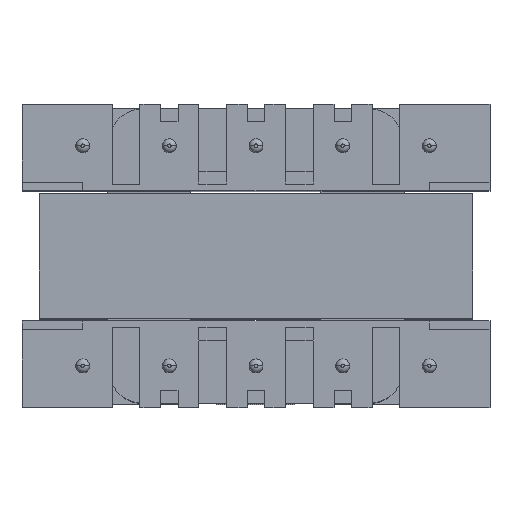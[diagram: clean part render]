
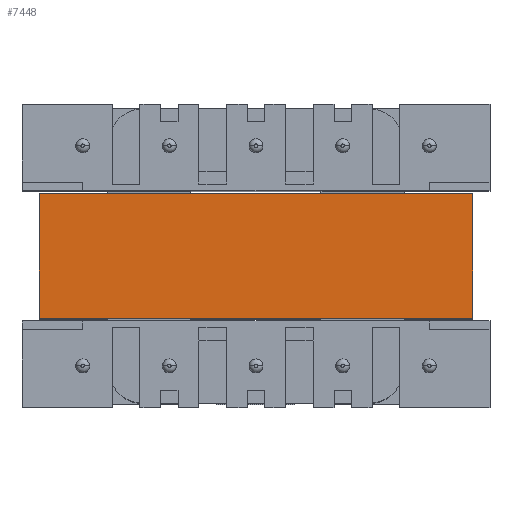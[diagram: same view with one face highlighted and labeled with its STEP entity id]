
A CAD part, top view. The second image highlights one B-rep face of the part: STEP entity #7448.
In plain terms, the highlighted planar face has unit normal (0, 0, 1).
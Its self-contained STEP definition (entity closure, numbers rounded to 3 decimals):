
#41 = DIRECTION ( 'NONE',  ( 0., 0., 1. ) ) ;
#50 = ORIENTED_EDGE ( 'NONE', *, *, #460, .T. ) ;
#326 = LINE ( 'NONE', #2268, #4144 ) ;
#345 = VERTEX_POINT ( 'NONE', #11995 ) ;
#460 = EDGE_CURVE ( 'NONE', #5341, #7000, #5051, .T. ) ;
#643 = FACE_OUTER_BOUND ( 'NONE', #7614, .T. ) ;
#875 = VECTOR ( 'NONE', #9762, 1000. ) ;
#956 = EDGE_CURVE ( 'NONE', #345, #5341, #2079, .T. ) ;
#1346 = DIRECTION ( 'NONE',  ( 0., -1., 0. ) ) ;
#1546 = CARTESIAN_POINT ( 'NONE',  ( 12.5, 3.6, 4.7 ) ) ;
#1687 = LINE ( 'NONE', #1546, #875 ) ;
#2018 = DIRECTION ( 'NONE',  ( 1., 0., 0. ) ) ;
#2079 = LINE ( 'NONE', #2258, #6697 ) ;
#2258 = CARTESIAN_POINT ( 'NONE',  ( -12.5, 0., 4.7 ) ) ;
#2268 = CARTESIAN_POINT ( 'NONE',  ( 12.5, -3.6, 4.7 ) ) ;
#4005 = ORIENTED_EDGE ( 'NONE', *, *, #11778, .F. ) ;
#4144 = VECTOR ( 'NONE', #6360, 1000. ) ;
#4416 = CARTESIAN_POINT ( 'NONE',  ( -12.5, -3.6, 4.7 ) ) ;
#4491 = CARTESIAN_POINT ( 'NONE',  ( 12.5, -3.6, 4.7 ) ) ;
#4748 = PLANE ( 'NONE',  #12986 ) ;
#5051 = LINE ( 'NONE', #12271, #5428 ) ;
#5341 = VERTEX_POINT ( 'NONE', #4416 ) ;
#5428 = VECTOR ( 'NONE', #2018, 1000. ) ;
#6299 = DIRECTION ( 'NONE',  ( 0., -1., 0. ) ) ;
#6360 = DIRECTION ( 'NONE',  ( 0., -1., 0. ) ) ;
#6697 = VECTOR ( 'NONE', #6299, 1000. ) ;
#6723 = EDGE_CURVE ( 'NONE', #345, #10139, #1687, .T. ) ;
#7000 = VERTEX_POINT ( 'NONE', #4491 ) ;
#7448 = ADVANCED_FACE ( 'NONE', ( #643 ), #4748, .T. ) ;
#7614 = EDGE_LOOP ( 'NONE', ( #12582, #12679, #50, #4005 ) ) ;
#9061 = CARTESIAN_POINT ( 'NONE',  ( 12.5, 3.6, 4.7 ) ) ;
#9762 = DIRECTION ( 'NONE',  ( 1., 0., 0. ) ) ;
#10139 = VERTEX_POINT ( 'NONE', #9061 ) ;
#11778 = EDGE_CURVE ( 'NONE', #10139, #7000, #326, .T. ) ;
#11973 = CARTESIAN_POINT ( 'NONE',  ( 0., 0., 4.7 ) ) ;
#11995 = CARTESIAN_POINT ( 'NONE',  ( -12.5, 3.6, 4.7 ) ) ;
#12271 = CARTESIAN_POINT ( 'NONE',  ( 0., -3.6, 4.7 ) ) ;
#12582 = ORIENTED_EDGE ( 'NONE', *, *, #6723, .F. ) ;
#12679 = ORIENTED_EDGE ( 'NONE', *, *, #956, .T. ) ;
#12986 = AXIS2_PLACEMENT_3D ( 'NONE', #11973, #41, #1346 ) ;
